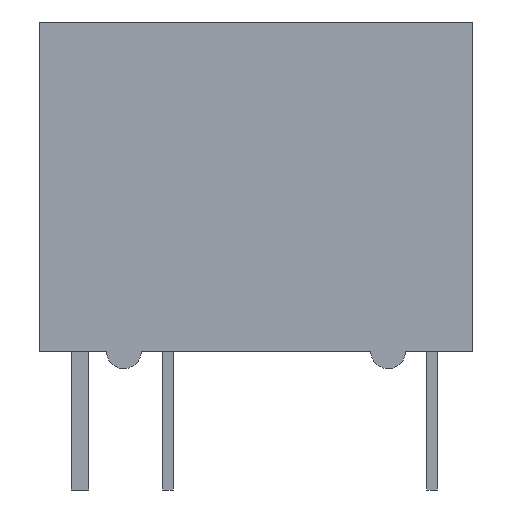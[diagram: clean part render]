
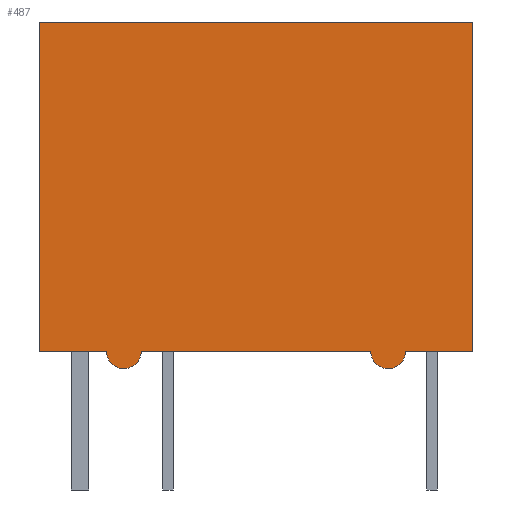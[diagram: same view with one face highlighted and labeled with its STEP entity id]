
A CAD part, front view. The second image highlights one B-rep face of the part: STEP entity #487.
In plain terms, the highlighted planar face has unit normal (0, -1, 0).
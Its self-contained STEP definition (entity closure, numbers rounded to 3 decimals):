
#374=CARTESIAN_POINT('',(3.31,-3.75,0.5));
#375=VERTEX_POINT('',#374);
#391=CARTESIAN_POINT('',(4.31,-3.75,0.5));
#392=VERTEX_POINT('',#391);
#399=CARTESIAN_POINT('',(3.81,-3.75,0.5));
#400=DIRECTION('',(0.0,1.0,0.0));
#401=DIRECTION('',(0.0,0.0,-1.0));
#402=AXIS2_PLACEMENT_3D('',#399,#400,#401);
#403=CIRCLE('',#402,0.5);
#404=EDGE_CURVE('',#392,#375,#403,.T.);
#424=CARTESIAN_POINT('',(0.0,-3.75,5.5));
#425=DIRECTION('',(0.0,1.0,0.0));
#426=DIRECTION('',(0.0,0.0,1.0));
#427=AXIS2_PLACEMENT_3D('',#424,#425,#426);
#428=PLANE('',#427);
#429=CARTESIAN_POINT('',(6.25,-3.75,0.5));
#430=VERTEX_POINT('',#429);
#431=CARTESIAN_POINT('',(6.25,-3.75,0.5));
#432=DIRECTION('',(-1.0,0.0,0.0));
#433=VECTOR('',#432,1.94);
#434=LINE('',#431,#433);
#435=EDGE_CURVE('',#430,#392,#434,.T.);
#436=ORIENTED_EDGE('',*,*,#435,.F.);
#437=CARTESIAN_POINT('',(6.25,-3.75,10.0));
#438=VERTEX_POINT('',#437);
#439=CARTESIAN_POINT('',(6.25,-3.75,10.0));
#440=DIRECTION('',(0.0,0.0,-1.0));
#441=VECTOR('',#440,9.5);
#442=LINE('',#439,#441);
#443=EDGE_CURVE('',#438,#430,#442,.T.);
#444=ORIENTED_EDGE('',*,*,#443,.F.);
#445=CARTESIAN_POINT('',(-6.25,-3.75,10.0));
#446=VERTEX_POINT('',#445);
#447=CARTESIAN_POINT('',(-6.25,-3.75,10.0));
#448=DIRECTION('',(1.0,0.0,0.0));
#449=VECTOR('',#448,12.5);
#450=LINE('',#447,#449);
#451=EDGE_CURVE('',#446,#438,#450,.T.);
#452=ORIENTED_EDGE('',*,*,#451,.F.);
#453=CARTESIAN_POINT('',(-6.25,-3.75,0.5));
#454=VERTEX_POINT('',#453);
#455=CARTESIAN_POINT('',(-6.25,-3.75,10.0));
#456=DIRECTION('',(0.0,0.0,-1.0));
#457=VECTOR('',#456,9.5);
#458=LINE('',#455,#457);
#459=EDGE_CURVE('',#446,#454,#458,.T.);
#460=ORIENTED_EDGE('',*,*,#459,.T.);
#461=CARTESIAN_POINT('',(-4.31,-3.75,0.5));
#462=VERTEX_POINT('',#461);
#463=CARTESIAN_POINT('',(-4.31,-3.75,0.5));
#464=DIRECTION('',(-1.0,0.0,0.0));
#465=VECTOR('',#464,1.94);
#466=LINE('',#463,#465);
#467=EDGE_CURVE('',#462,#454,#466,.T.);
#468=ORIENTED_EDGE('',*,*,#467,.F.);
#469=CARTESIAN_POINT('',(-3.31,-3.75,0.5));
#470=VERTEX_POINT('',#469);
#471=CARTESIAN_POINT('',(-3.81,-3.75,0.5));
#472=DIRECTION('',(0.0,-1.0,0.0));
#473=DIRECTION('',(0.0,0.0,-1.0));
#474=AXIS2_PLACEMENT_3D('',#471,#472,#473);
#475=CIRCLE('',#474,0.5);
#476=EDGE_CURVE('',#462,#470,#475,.T.);
#477=ORIENTED_EDGE('',*,*,#476,.T.);
#478=CARTESIAN_POINT('',(3.31,-3.75,0.5));
#479=DIRECTION('',(-1.0,0.0,0.0));
#480=VECTOR('',#479,6.62);
#481=LINE('',#478,#480);
#482=EDGE_CURVE('',#375,#470,#481,.T.);
#483=ORIENTED_EDGE('',*,*,#482,.F.);
#484=ORIENTED_EDGE('',*,*,#404,.F.);
#485=EDGE_LOOP('',(#436,#444,#452,#460,#468,#477,#483,#484));
#486=FACE_OUTER_BOUND('',#485,.T.);
#487=ADVANCED_FACE('',(#486),#428,.F.);
